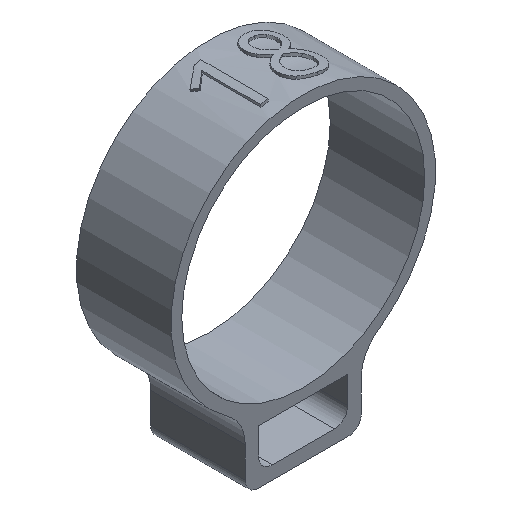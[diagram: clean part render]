
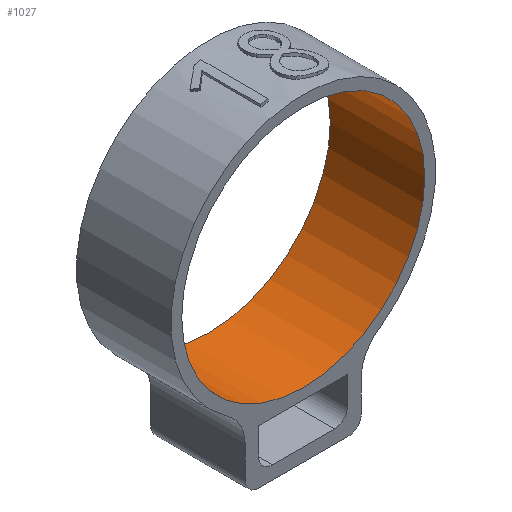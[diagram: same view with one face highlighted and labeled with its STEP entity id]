
A CAD part, isometric view. The second image highlights one B-rep face of the part: STEP entity #1027.
In plain terms, the highlighted cylindrical face has radius 9 mm (diameter 18 mm), a full revolution.
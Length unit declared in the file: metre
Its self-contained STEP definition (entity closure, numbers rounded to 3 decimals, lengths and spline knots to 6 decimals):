
#147=CIRCLE('',#1118,0.009);
#148=CIRCLE('',#1119,0.009);
#227=ORIENTED_EDGE('',*,*,#543,.T.);
#228=ORIENTED_EDGE('',*,*,#544,.F.);
#543=EDGE_CURVE('',#695,#695,#147,.T.);
#544=EDGE_CURVE('',#696,#696,#148,.T.);
#695=VERTEX_POINT('',#1453);
#696=VERTEX_POINT('',#1455);
#877=EDGE_LOOP('',(#227));
#878=EDGE_LOOP('',(#228));
#947=FACE_BOUND('',#877,.T.);
#948=FACE_BOUND('',#878,.T.);
#1009=CYLINDRICAL_SURFACE('',#1117,0.009);
#1027=ADVANCED_FACE('',(#947,#948),#1009,.F.);
#1117=AXIS2_PLACEMENT_3D('',#1451,#1221,#1222);
#1118=AXIS2_PLACEMENT_3D('',#1452,#1223,#1224);
#1119=AXIS2_PLACEMENT_3D('',#1454,#1225,#1226);
#1221=DIRECTION('',(0.,1.,0.));
#1222=DIRECTION('',(0.,0.,1.));
#1223=DIRECTION('',(0.,-1.,0.));
#1224=DIRECTION('',(0.,0.,-1.));
#1225=DIRECTION('',(0.,-1.,0.));
#1226=DIRECTION('',(0.,0.,-1.));
#1451=CARTESIAN_POINT('',(-0.01085,-0.032,0.010771));
#1452=CARTESIAN_POINT('',(-0.01085,-0.032,0.010771));
#1453=CARTESIAN_POINT('',(-0.01085,-0.032,0.001771));
#1454=CARTESIAN_POINT('',(-0.01085,-0.025,0.010771));
#1455=CARTESIAN_POINT('',(-0.01085,-0.025,0.001771));
